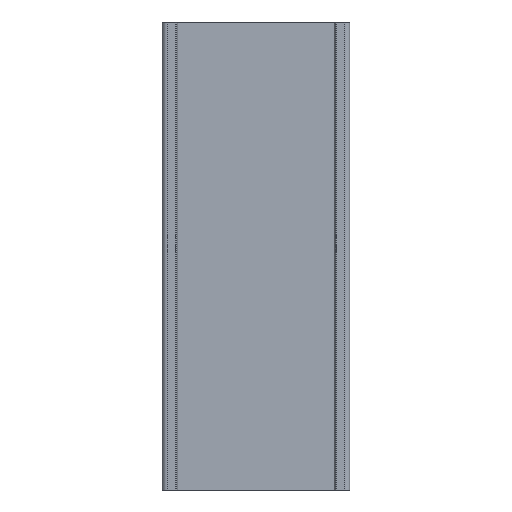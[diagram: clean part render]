
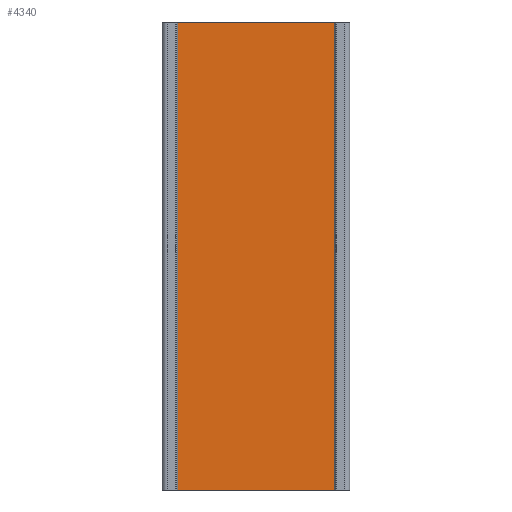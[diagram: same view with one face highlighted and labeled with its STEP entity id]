
A CAD part, front view. The second image highlights one B-rep face of the part: STEP entity #4340.
In plain terms, the highlighted planar face has unit normal (0, -1, 0).
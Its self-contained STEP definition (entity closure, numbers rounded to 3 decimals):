
#890=CARTESIAN_POINT('',(-28.83,3.838,0.));
#900=VERTEX_POINT('',#890);
#930=CARTESIAN_POINT('',(0.,3.838,0.));
#940=DIRECTION('',(-1.,0.,0.));
#950=VECTOR('',#940,1.);
#960=LINE('',#930,#950);
#970=CARTESIAN_POINT('',(5.17,3.838,0.));
#980=VERTEX_POINT('',#970);
#990=EDGE_CURVE('',#980,#900,#960,.T.);
#4040=CARTESIAN_POINT('',(-30.33,3.838,-10.)
);
#4050=DIRECTION('',(-0.,1.,0.));
#4060=DIRECTION('',(1.,0.,0.));
#4070=AXIS2_PLACEMENT_3D('',#4040,#4050,#4060);
#4080=PLANE('',#4070);
#4090=CARTESIAN_POINT('',(0.,3.838,100.));
#4100=DIRECTION('',(-1.,0.,0.));
#4110=VECTOR('',#4100,1.);
#4120=LINE('',#4090,#4110);
#4130=CARTESIAN_POINT('',(5.17,3.838,100.));
#4140=VERTEX_POINT('',#4130);
#4150=CARTESIAN_POINT('',(-28.83,3.838,100.));
#4160=VERTEX_POINT('',#4150);
#4170=EDGE_CURVE('',#4140,#4160,#4120,.T.);
#4180=ORIENTED_EDGE('',*,*,#4170,.T.);
#4190=CARTESIAN_POINT('',(5.17,3.838,0.));
#4200=DIRECTION('',(0.,0.,1.));
#4210=VECTOR('',#4200,1.);
#4220=LINE('',#4190,#4210);
#4230=EDGE_CURVE('',#980,#4140,#4220,.T.);
#4240=ORIENTED_EDGE('',*,*,#4230,.T.);
#4250=ORIENTED_EDGE('',*,*,#990,.F.);
#4260=CARTESIAN_POINT('',(-28.83,3.838,0.));
#4270=DIRECTION('',(0.,0.,1.));
#4280=VECTOR('',#4270,1.);
#4290=LINE('',#4260,#4280);
#4300=EDGE_CURVE('',#900,#4160,#4290,.T.);
#4310=ORIENTED_EDGE('',*,*,#4300,.F.);
#4320=EDGE_LOOP('',(#4310,#4250,#4240,#4180));
#4330=FACE_OUTER_BOUND('',#4320,.T.);
#4340=ADVANCED_FACE('',(#4330),#4080,.F.);
